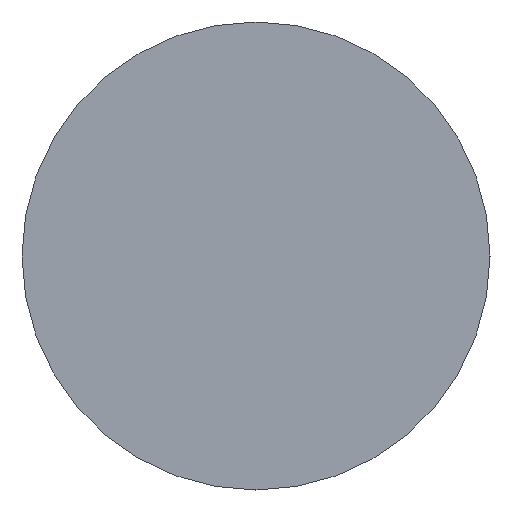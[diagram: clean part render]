
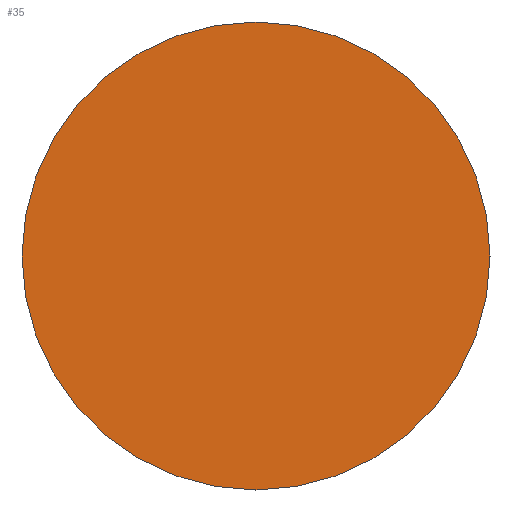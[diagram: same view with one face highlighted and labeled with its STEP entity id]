
A CAD part, left-side view. The second image highlights one B-rep face of the part: STEP entity #35.
In plain terms, the highlighted planar face has unit normal (-1, 0, 0).
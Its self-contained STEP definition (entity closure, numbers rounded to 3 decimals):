
#3 = DIRECTION ( 'NONE',  ( -1., 0., 0. ) ) ;
#10 = PLANE ( 'NONE',  #22 ) ;
#22 = AXIS2_PLACEMENT_3D ( 'NONE', #164, #133, #62 ) ;
#24 = VERTEX_POINT ( 'NONE', #106 ) ;
#32 = DIRECTION ( 'NONE',  ( 0., 0., 1. ) ) ;
#34 = EDGE_CURVE ( 'NONE', #24, #68, #67, .T. ) ;
#35 = ADVANCED_FACE ( 'NONE', ( #124 ), #10, .F. ) ;
#48 = AXIS2_PLACEMENT_3D ( 'NONE', #69, #3, #90 ) ;
#62 = DIRECTION ( 'NONE',  ( 0., 0., -1. ) ) ;
#67 = CIRCLE ( 'NONE', #146, 6.35 ) ;
#68 = VERTEX_POINT ( 'NONE', #136 ) ;
#69 = CARTESIAN_POINT ( 'NONE',  ( 0., 0., 0. ) ) ;
#70 = EDGE_CURVE ( 'NONE', #68, #24, #147, .T. ) ;
#90 = DIRECTION ( 'NONE',  ( 0., 0., 1. ) ) ;
#91 = CARTESIAN_POINT ( 'NONE',  ( 0., 0., 0. ) ) ;
#99 = ORIENTED_EDGE ( 'NONE', *, *, #70, .T. ) ;
#106 = CARTESIAN_POINT ( 'NONE',  ( 0., 0., 6.35 ) ) ;
#108 = EDGE_LOOP ( 'NONE', ( #148, #99 ) ) ;
#117 = DIRECTION ( 'NONE',  ( -1., 0., 0. ) ) ;
#124 = FACE_OUTER_BOUND ( 'NONE', #108, .T. ) ;
#133 = DIRECTION ( 'NONE',  ( 1., 0., 0. ) ) ;
#136 = CARTESIAN_POINT ( 'NONE',  ( 0., 0., -6.35 ) ) ;
#146 = AXIS2_PLACEMENT_3D ( 'NONE', #91, #117, #32 ) ;
#147 = CIRCLE ( 'NONE', #48, 6.35 ) ;
#148 = ORIENTED_EDGE ( 'NONE', *, *, #34, .T. ) ;
#164 = CARTESIAN_POINT ( 'NONE',  ( 0., 0., 0. ) ) ;
